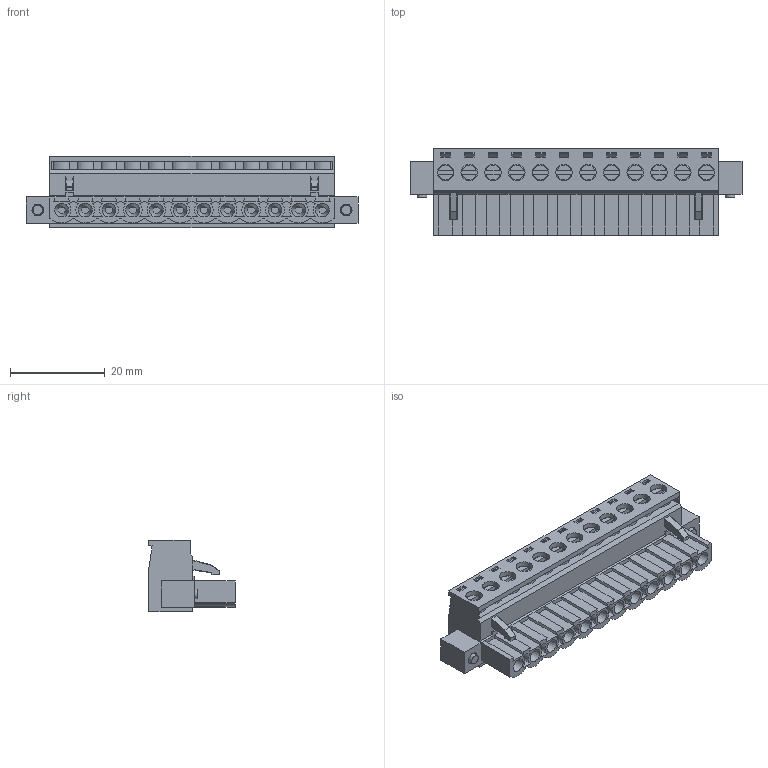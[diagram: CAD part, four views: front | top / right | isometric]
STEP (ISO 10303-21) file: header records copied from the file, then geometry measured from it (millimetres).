
FILE_DESCRIPTION( ( 'Unknown' ), '1' );
FILE_NAME( '691343710012.stp', 'Unknown', ( 'Unknown' ), ( 'Unknown' ), 'PSStep 18.0.17', 'Unknown', ' ' );
FILE_SCHEMA( ( 'AUTOMOTIVE_DESIGN { 1 0 10303 214 1 1 1 1 }' ) );
Length unit declared in the file: millimetre
Products named in the file (7): Assem1; 6913437100xxCAGE; 6913437100xx_VIS_FLANGE; 6913437100xx_PIN; 6913437100xx_VIS; 691343710012; 691343710012_COFFRE
Assembly tree (40 placements, depth 2):
  Assem1
    6913437100xxCAGE  x12
    6913437100xx_VIS_FLANGE  x2
    6913437100xx_PIN  x12
    6913437100xx_VIS  x12
    691343710012
    691343710012_COFFRE
Bounding box: 70 x 18.2 x 15.1 mm (x, y, z)
Volume: 6841.8 mm3; surface area: 17993.6 mm2
Topology: 40 solids, 40 shells, 2581 faces, 7102 edges, 4646 vertices
Faces by surface type: plane 1809, cylinder 676, cone 50, torus 30, sphere 16
Full cylindrical faces by diameter (mm): 2 x2, 2.4 x2, 2.5 x2, 2.7 x24, 3.5 x24, 3.8 x2, 4 x2
Entity records: 47266 total; most frequent: CARTESIAN_POINT 6706, ORIENTED_EDGE 6406, DIRECTION 6014, EDGE_CURVE 3203, LINE 2816, VECTOR 2816, VERTEX_POINT 2123, AXIS2_PLACEMENT_3D 1599
